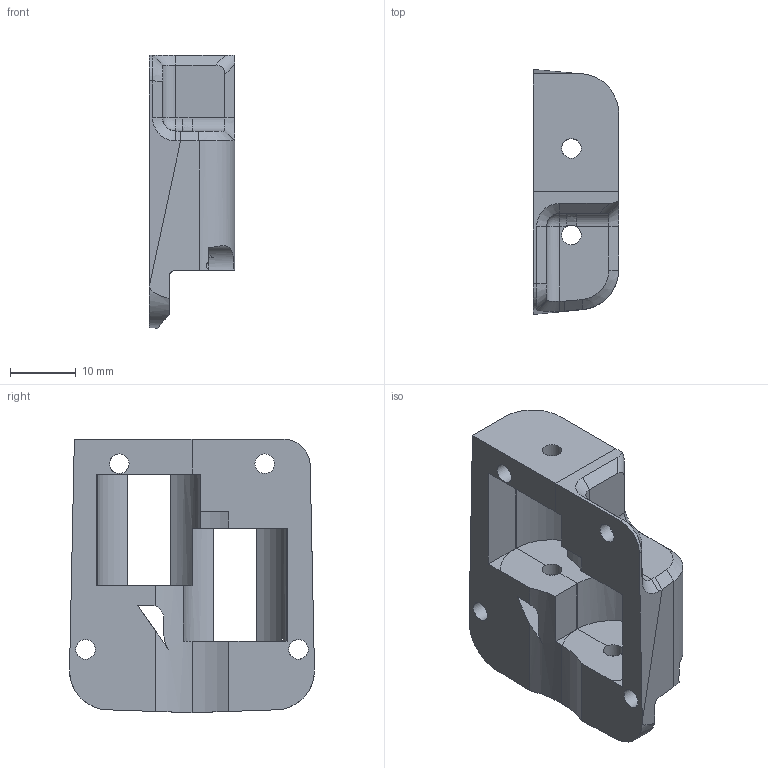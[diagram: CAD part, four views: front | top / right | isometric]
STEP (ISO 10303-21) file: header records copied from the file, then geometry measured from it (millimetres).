
FILE_DESCRIPTION(('FreeCAD Model'),'2;1');
FILE_NAME('Open CASCADE Shape Model','2022-12-01T12:41:51',(''),(''), 'Open CASCADE STEP processor 7.5','FreeCAD','Unknown');
FILE_SCHEMA(('AUTOMOTIVE_DESIGN { 1 0 10303 214 1 1 1 1 }'));
Length unit declared in the file: millimetre
Products named in the file (1): house_cap
Bounding box: 13 x 37.38 x 41.73 mm (x, y, z)
Volume: 6136.6 mm3; surface area: 5521.4 mm2
Topology: 1 solids, 1 shells, 110 faces, 309 edges, 186 vertices
Faces by surface type: plane 65, cylinder 35, cone 4, bspline 3, torus 2, sphere 1
Full cylindrical faces by diameter (mm): 3 x8
Entity records: 9833 total; most frequent: CARTESIAN_POINT 3743, DIRECTION 1143, LINE 654, VECTOR 654, ORIENTED_EDGE 616, PCURVE 616, DEFINITIONAL_REPRESENTATION 616, EDGE_CURVE 308
